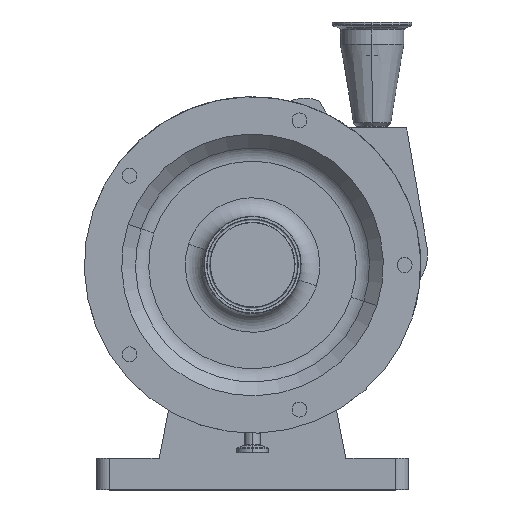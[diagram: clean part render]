
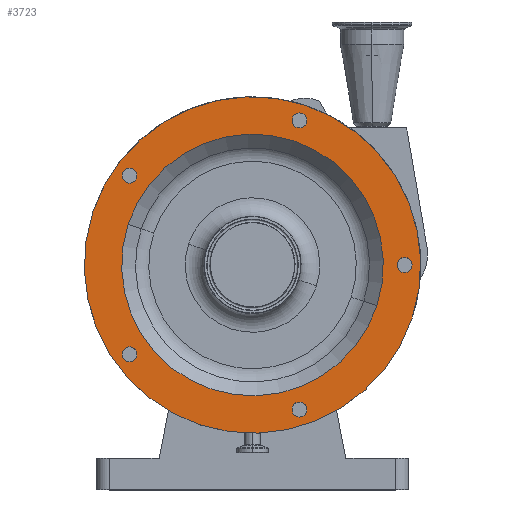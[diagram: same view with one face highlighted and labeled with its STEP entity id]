
A CAD part, top view. The second image highlights one B-rep face of the part: STEP entity #3723.
In plain terms, the highlighted planar face has unit normal (0, 0, 1).
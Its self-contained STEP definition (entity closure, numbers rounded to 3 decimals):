
#1884 = EDGE_CURVE ( 'NONE', #1923, #1893, #4991, .T. ) ;
#1893 = VERTEX_POINT ( 'NONE', #5044 ) ;
#1923 = VERTEX_POINT ( 'NONE', #5018 ) ;
#2130 = VERTEX_POINT ( 'NONE', #5373 ) ;
#2132 = VERTEX_POINT ( 'NONE', #5408 ) ;
#2168 = VERTEX_POINT ( 'NONE', #6978 ) ;
#2173 = VERTEX_POINT ( 'NONE', #6990 ) ;
#2176 = VERTEX_POINT ( 'NONE', #6937 ) ;
#2183 = EDGE_CURVE ( 'NONE', #2132, #2130, #6957, .T. ) ;
#2185 = EDGE_CURVE ( 'NONE', #2225, #2168, #6948, .T. ) ;
#2193 = VERTEX_POINT ( 'NONE', #6885 ) ;
#2204 = VERTEX_POINT ( 'NONE', #7016 ) ;
#2205 = EDGE_CURVE ( 'NONE', #2210, #2204, #7014, .T. ) ;
#2210 = VERTEX_POINT ( 'NONE', #6943 ) ;
#2219 = EDGE_CURVE ( 'NONE', #2173, #2176, #6886, .T. ) ;
#2222 = VERTEX_POINT ( 'NONE', #7042 ) ;
#2225 = VERTEX_POINT ( 'NONE', #7024 ) ;
#2260 = EDGE_CURVE ( 'NONE', #2193, #2222, #5677, .T. ) ;
#2269 = VERTEX_POINT ( 'NONE', #5504 ) ;
#2270 = EDGE_CURVE ( 'NONE', #2271, #2269, #5633, .T. ) ;
#2271 = VERTEX_POINT ( 'NONE', #5612 ) ;
#3649 = EDGE_CURVE ( 'NONE', #2269, #2271, #7848, .T. ) ;
#3658 = EDGE_CURVE ( 'NONE', #2176, #2173, #7880, .T. ) ;
#3674 = EDGE_CURVE ( 'NONE', #2130, #2132, #7939, .T. ) ;
#3688 = EDGE_CURVE ( 'NONE', #2222, #2193, #7888, .T. ) ;
#3693 = ORIENTED_EDGE ( 'NONE', *, *, #2205, .F. ) ;
#3695 = ORIENTED_EDGE ( 'NONE', *, *, #3746, .T. ) ;
#3700 = EDGE_LOOP ( 'NONE', ( #3718, #3695 ) ) ;
#3702 = ORIENTED_EDGE ( 'NONE', *, *, #3674, .F. ) ;
#3703 = EDGE_CURVE ( 'NONE', #2204, #2210, #7952, .T. ) ;
#3704 = EDGE_LOOP ( 'NONE', ( #3725, #3714 ) ) ;
#3707 = ORIENTED_EDGE ( 'NONE', *, *, #2183, .F. ) ;
#3712 = EDGE_LOOP ( 'NONE', ( #3730, #3693 ) ) ;
#3714 = ORIENTED_EDGE ( 'NONE', *, *, #2270, .F. ) ;
#3716 = ORIENTED_EDGE ( 'NONE', *, *, #3752, .F. ) ;
#3717 = ORIENTED_EDGE ( 'NONE', *, *, #2219, .F. ) ;
#3718 = ORIENTED_EDGE ( 'NONE', *, *, #1884, .T. ) ;
#3721 = ORIENTED_EDGE ( 'NONE', *, *, #3658, .F. ) ;
#3722 = EDGE_LOOP ( 'NONE', ( #3716, #3727 ) ) ;
#3723 = ADVANCED_FACE ( 'NONE', ( #7947, #8003, #8007, #8023, #7970, #8000, #7969 ), #8022, .F. ) ;
#3725 = ORIENTED_EDGE ( 'NONE', *, *, #3649, .F. ) ;
#3727 = ORIENTED_EDGE ( 'NONE', *, *, #2185, .F. ) ;
#3730 = ORIENTED_EDGE ( 'NONE', *, *, #3703, .F. ) ;
#3746 = EDGE_CURVE ( 'NONE', #1893, #1923, #7928, .T. ) ;
#3748 = EDGE_LOOP ( 'NONE', ( #3702, #3707 ) ) ;
#3750 = EDGE_LOOP ( 'NONE', ( #3721, #3717 ) ) ;
#3752 = EDGE_CURVE ( 'NONE', #2168, #2225, #7960, .T. ) ;
#3753 = ORIENTED_EDGE ( 'NONE', *, *, #2260, .F. ) ;
#3756 = ORIENTED_EDGE ( 'NONE', *, *, #3688, .F. ) ;
#3760 = EDGE_LOOP ( 'NONE', ( #3756, #3753 ) ) ;
#4850 = DIRECTION ( 'NONE',  ( 0.951, -0.309, 0. ) ) ;
#4983 = DIRECTION ( 'NONE',  ( 0., 0., 1. ) ) ;
#4986 = AXIS2_PLACEMENT_3D ( 'NONE', #4987, #4983, #4850 ) ;
#4987 = CARTESIAN_POINT ( 'NONE',  ( 0., 0., 200. ) ) ;
#4991 = CIRCLE ( 'NONE', #4986, 135. ) ;
#5018 = CARTESIAN_POINT ( 'NONE',  ( 128.393, -41.717, 200. ) ) ;
#5044 = CARTESIAN_POINT ( 'NONE',  ( -128.393, 41.717, 200. ) ) ;
#5373 = CARTESIAN_POINT ( 'NONE',  ( -102.227, -66.856, 200. ) ) ;
#5408 = CARTESIAN_POINT ( 'NONE',  ( -95.173, -76.564, 200. ) ) ;
#5503 = CARTESIAN_POINT ( 'NONE',  ( 0., 0., 200. ) ) ;
#5504 = CARTESIAN_POINT ( 'NONE',  ( 43.406, 114.175, 200. ) ) ;
#5559 = DIRECTION ( 'NONE',  ( 0.951, -0.309, 0. ) ) ;
#5560 = DIRECTION ( 'NONE',  ( 0., 0., 1. ) ) ;
#5561 = AXIS2_PLACEMENT_3D ( 'NONE', #5503, #5560, #5559 ) ;
#5564 = CARTESIAN_POINT ( 'NONE',  ( 37.7, 116.029, 200. ) ) ;
#5610 = DIRECTION ( 'NONE',  ( 0.951, -0.309, 0. ) ) ;
#5611 = DIRECTION ( 'NONE',  ( 0., 0., 1. ) ) ;
#5612 = CARTESIAN_POINT ( 'NONE',  ( 31.994, 117.883, 200. ) ) ;
#5633 = CIRCLE ( 'NONE', #5648, 6. ) ;
#5648 = AXIS2_PLACEMENT_3D ( 'NONE', #5564, #5611, #5610 ) ;
#5677 = CIRCLE ( 'NONE', #5561, 105. ) ;
#6885 = CARTESIAN_POINT ( 'NONE',  ( -99.861, 32.447, 200. ) ) ;
#6886 = CIRCLE ( 'NONE', #7041, 6. ) ;
#6898 = DIRECTION ( 'NONE',  ( 0., -1., 0. ) ) ;
#6899 = DIRECTION ( 'NONE',  ( 0., 0., 1. ) ) ;
#6900 = CARTESIAN_POINT ( 'NONE',  ( 122., 0., 200. ) ) ;
#6901 = AXIS2_PLACEMENT_3D ( 'NONE', #6900, #6899, #6898 ) ;
#6909 = CARTESIAN_POINT ( 'NONE',  ( -98.7, 71.71, 200. ) ) ;
#6937 = CARTESIAN_POINT ( 'NONE',  ( -95.173, 76.564, 200. ) ) ;
#6940 = AXIS2_PLACEMENT_3D ( 'NONE', #7000, #6952, #6951 ) ;
#6943 = CARTESIAN_POINT ( 'NONE',  ( 122., 6., 200. ) ) ;
#6948 = CIRCLE ( 'NONE', #6940, 6. ) ;
#6951 = DIRECTION ( 'NONE',  ( -0.951, -0.309, 0. ) ) ;
#6952 = DIRECTION ( 'NONE',  ( 0., 0., 1. ) ) ;
#6957 = CIRCLE ( 'NONE', #6967, 6. ) ;
#6965 = DIRECTION ( 'NONE',  ( 0., 0., 1. ) ) ;
#6966 = CARTESIAN_POINT ( 'NONE',  ( -98.7, -71.71, 200. ) ) ;
#6967 = AXIS2_PLACEMENT_3D ( 'NONE', #6966, #6965, #7001 ) ;
#6978 = CARTESIAN_POINT ( 'NONE',  ( 31.994, -117.883, 200. ) ) ;
#6990 = CARTESIAN_POINT ( 'NONE',  ( -102.227, 66.856, 200. ) ) ;
#7000 = CARTESIAN_POINT ( 'NONE',  ( 37.7, -116.029, 200. ) ) ;
#7001 = DIRECTION ( 'NONE',  ( -0.588, 0.809, 0. ) ) ;
#7014 = CIRCLE ( 'NONE', #6901, 6. ) ;
#7016 = CARTESIAN_POINT ( 'NONE',  ( 122., -6., 200. ) ) ;
#7024 = CARTESIAN_POINT ( 'NONE',  ( 43.406, -114.175, 200. ) ) ;
#7039 = DIRECTION ( 'NONE',  ( 0.588, 0.809, 0. ) ) ;
#7040 = DIRECTION ( 'NONE',  ( 0., 0., 1. ) ) ;
#7041 = AXIS2_PLACEMENT_3D ( 'NONE', #6909, #7040, #7039 ) ;
#7042 = CARTESIAN_POINT ( 'NONE',  ( 99.861, -32.447, 200. ) ) ;
#7846 = DIRECTION ( 'NONE',  ( 0., 0., 1. ) ) ;
#7848 = CIRCLE ( 'NONE', #7868, 6. ) ;
#7849 = DIRECTION ( 'NONE',  ( 0., 0., 1. ) ) ;
#7850 = AXIS2_PLACEMENT_3D ( 'NONE', #7879, #7849, #7859 ) ;
#7859 = DIRECTION ( 'NONE',  ( 0.588, 0.809, 0. ) ) ;
#7868 = AXIS2_PLACEMENT_3D ( 'NONE', #7870, #7846, #7884 ) ;
#7870 = CARTESIAN_POINT ( 'NONE',  ( 37.7, 116.029, 200. ) ) ;
#7879 = CARTESIAN_POINT ( 'NONE',  ( -98.7, 71.71, 200. ) ) ;
#7880 = CIRCLE ( 'NONE', #7850, 6. ) ;
#7884 = DIRECTION ( 'NONE',  ( 0.951, -0.309, 0. ) ) ;
#7887 = DIRECTION ( 'NONE',  ( 0., 0., 1. ) ) ;
#7888 = CIRCLE ( 'NONE', #7935, 105. ) ;
#7919 = CARTESIAN_POINT ( 'NONE',  ( 0., 0., 200. ) ) ;
#7923 = DIRECTION ( 'NONE',  ( 0., 0., 1. ) ) ;
#7925 = CARTESIAN_POINT ( 'NONE',  ( 37.7, -116.029, 200. ) ) ;
#7928 = CIRCLE ( 'NONE', #7959, 135. ) ;
#7931 = DIRECTION ( 'NONE',  ( -0.951, 0.309, 0. ) ) ;
#7933 = CARTESIAN_POINT ( 'NONE',  ( 0., 0., 200. ) ) ;
#7934 = CARTESIAN_POINT ( 'NONE',  ( -98.7, -71.71, 200. ) ) ;
#7935 = AXIS2_PLACEMENT_3D ( 'NONE', #7933, #7945, #7944 ) ;
#7939 = CIRCLE ( 'NONE', #7999, 6. ) ;
#7942 = DIRECTION ( 'NONE',  ( 0., -1., 0. ) ) ;
#7944 = DIRECTION ( 'NONE',  ( 0.951, -0.309, 0. ) ) ;
#7945 = DIRECTION ( 'NONE',  ( 0., 0., 1. ) ) ;
#7947 = FACE_BOUND ( 'NONE', #3712, .T. ) ;
#7949 = DIRECTION ( 'NONE',  ( 0., 0., 1. ) ) ;
#7950 = CARTESIAN_POINT ( 'NONE',  ( 122., 0., 200. ) ) ;
#7951 = AXIS2_PLACEMENT_3D ( 'NONE', #7950, #7949, #7942 ) ;
#7952 = CIRCLE ( 'NONE', #7951, 6. ) ;
#7953 = AXIS2_PLACEMENT_3D ( 'NONE', #7991, #7990, #7931 ) ;
#7958 = DIRECTION ( 'NONE',  ( 0.951, -0.309, 0. ) ) ;
#7959 = AXIS2_PLACEMENT_3D ( 'NONE', #7919, #7923, #7958 ) ;
#7960 = CIRCLE ( 'NONE', #7983, 6. ) ;
#7969 = FACE_BOUND ( 'NONE', #3760, .T. ) ;
#7970 = FACE_BOUND ( 'NONE', #3704, .T. ) ;
#7981 = DIRECTION ( 'NONE',  ( -0.951, -0.309, 0. ) ) ;
#7982 = DIRECTION ( 'NONE',  ( 0., 0., 1. ) ) ;
#7983 = AXIS2_PLACEMENT_3D ( 'NONE', #7925, #7982, #7981 ) ;
#7990 = DIRECTION ( 'NONE',  ( 0., 0., -1. ) ) ;
#7991 = CARTESIAN_POINT ( 'NONE',  ( 12.052, 37.091, 200. ) ) ;
#7999 = AXIS2_PLACEMENT_3D ( 'NONE', #7934, #7887, #8002 ) ;
#8000 = FACE_OUTER_BOUND ( 'NONE', #3700, .T. ) ;
#8002 = DIRECTION ( 'NONE',  ( -0.588, 0.809, 0. ) ) ;
#8003 = FACE_BOUND ( 'NONE', #3722, .T. ) ;
#8007 = FACE_BOUND ( 'NONE', #3748, .T. ) ;
#8022 = PLANE ( 'NONE',  #7953 ) ;
#8023 = FACE_BOUND ( 'NONE', #3750, .T. ) ;
